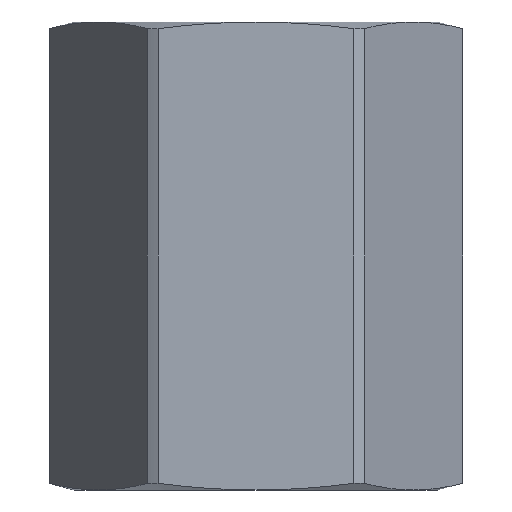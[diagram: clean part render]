
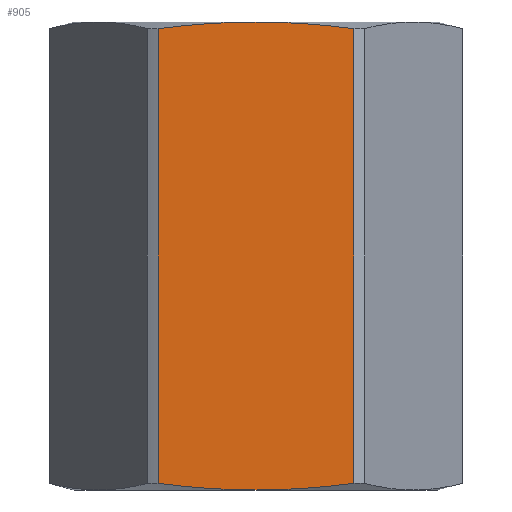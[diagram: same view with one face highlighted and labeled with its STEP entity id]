
A CAD part, front view. The second image highlights one B-rep face of the part: STEP entity #905.
In plain terms, the highlighted planar face has unit normal (0, -1, 0).
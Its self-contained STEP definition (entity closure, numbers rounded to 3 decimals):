
#9 = ORIENTED_EDGE ( 'NONE', *, *, #248, .F. ) ;
#20 = CARTESIAN_POINT ( 'NONE',  ( 1.262, -7., -9. ) ) ;
#33 = CARTESIAN_POINT ( 'NONE',  ( 3.769, -7., 8.745 ) ) ;
#36 = CARTESIAN_POINT ( 'NONE',  ( -3.769, -7., 8.745 ) ) ;
#55 = CARTESIAN_POINT ( 'NONE',  ( 2.517, -7., 8.904 ) ) ;
#66 = EDGE_CURVE ( 'NONE', #859, #1048, #169, .T. ) ;
#67 = CARTESIAN_POINT ( 'NONE',  ( 0., -7., 9. ) ) ;
#71 = B_SPLINE_CURVE_WITH_KNOTS ( 'NONE', 3,
 ( #782, #611, #55, #230 ),
 .UNSPECIFIED., .F., .F.,
 ( 4, 4 ),
 ( 0., 0.004 ),
 .UNSPECIFIED. ) ;
#76 = CARTESIAN_POINT ( 'NONE',  ( 3.769, -7., 8.745 ) ) ;
#92 = DIRECTION ( 'NONE',  ( -1., 0., 0. ) ) ;
#124 = VERTEX_POINT ( 'NONE', #33 ) ;
#132 = CARTESIAN_POINT ( 'NONE',  ( -1.262, -7., -9. ) ) ;
#157 = B_SPLINE_CURVE_WITH_KNOTS ( 'NONE', 3,
 ( #785, #132, #618, #364 ),
 .UNSPECIFIED., .F., .F.,
 ( 4, 4 ),
 ( 0., 0.004 ),
 .UNSPECIFIED. ) ;
#169 = B_SPLINE_CURVE_WITH_KNOTS ( 'NONE', 3,
 ( #1010, #268, #20, #264 ),
 .UNSPECIFIED., .F., .F.,
 ( 4, 4 ),
 ( 0., 0.004 ),
 .UNSPECIFIED. ) ;
#194 = PLANE ( 'NONE',  #971 ) ;
#212 = VECTOR ( 'NONE', #742, 1000. ) ;
#218 = CARTESIAN_POINT ( 'NONE',  ( -1.262, -7., 9. ) ) ;
#230 = CARTESIAN_POINT ( 'NONE',  ( 3.769, -7., 8.745 ) ) ;
#244 = ORIENTED_EDGE ( 'NONE', *, *, #668, .F. ) ;
#248 = EDGE_CURVE ( 'NONE', #366, #124, #71, .T. ) ;
#264 = CARTESIAN_POINT ( 'NONE',  ( 0., -7., -9. ) ) ;
#268 = CARTESIAN_POINT ( 'NONE',  ( 2.517, -7., -8.904 ) ) ;
#292 = EDGE_CURVE ( 'NONE', #579, #366, #491, .T. ) ;
#322 = CARTESIAN_POINT ( 'NONE',  ( 0., -7., 9. ) ) ;
#359 = EDGE_CURVE ( 'NONE', #124, #859, #484, .T. ) ;
#364 = CARTESIAN_POINT ( 'NONE',  ( -3.769, -7., -8.745 ) ) ;
#366 = VERTEX_POINT ( 'NONE', #322 ) ;
#417 = CARTESIAN_POINT ( 'NONE',  ( -3.769, -7., -8.745 ) ) ;
#421 = CARTESIAN_POINT ( 'NONE',  ( -3.769, -7., -8.745 ) ) ;
#484 = LINE ( 'NONE', #76, #837 ) ;
#489 = EDGE_CURVE ( 'NONE', #584, #579, #819, .T. ) ;
#491 = B_SPLINE_CURVE_WITH_KNOTS ( 'NONE', 3,
 ( #711, #623, #218, #67 ),
 .UNSPECIFIED., .F., .F.,
 ( 4, 4 ),
 ( 0., 0.004 ),
 .UNSPECIFIED. ) ;
#568 = DIRECTION ( 'NONE',  ( 0., -1., 0. ) ) ;
#579 = VERTEX_POINT ( 'NONE', #36 ) ;
#584 = VERTEX_POINT ( 'NONE', #417 ) ;
#607 = ORIENTED_EDGE ( 'NONE', *, *, #66, .F. ) ;
#611 = CARTESIAN_POINT ( 'NONE',  ( 1.262, -7., 9. ) ) ;
#618 = CARTESIAN_POINT ( 'NONE',  ( -2.517, -7., -8.904 ) ) ;
#623 = CARTESIAN_POINT ( 'NONE',  ( -2.517, -7., 8.904 ) ) ;
#668 = EDGE_CURVE ( 'NONE', #1048, #584, #157, .T. ) ;
#711 = CARTESIAN_POINT ( 'NONE',  ( -3.769, -7., 8.745 ) ) ;
#742 = DIRECTION ( 'NONE',  ( 0., 0., 1. ) ) ;
#782 = CARTESIAN_POINT ( 'NONE',  ( 0., -7., 9. ) ) ;
#785 = CARTESIAN_POINT ( 'NONE',  ( 0., -7., -9. ) ) ;
#799 = ORIENTED_EDGE ( 'NONE', *, *, #292, .F. ) ;
#806 = CARTESIAN_POINT ( 'NONE',  ( 3.769, -7., -8.745 ) ) ;
#814 = DIRECTION ( 'NONE',  ( 0., 0., -1. ) ) ;
#816 = ORIENTED_EDGE ( 'NONE', *, *, #489, .F. ) ;
#819 = LINE ( 'NONE', #421, #212 ) ;
#837 = VECTOR ( 'NONE', #814, 1000. ) ;
#845 = CARTESIAN_POINT ( 'NONE',  ( 0., -7., -9. ) ) ;
#859 = VERTEX_POINT ( 'NONE', #806 ) ;
#905 = ADVANCED_FACE ( 'NONE', ( #1001 ), #194, .T. ) ;
#909 = CARTESIAN_POINT ( 'NONE',  ( -4.041, -7., -9. ) ) ;
#971 = AXIS2_PLACEMENT_3D ( 'NONE', #909, #568, #92 ) ;
#975 = EDGE_LOOP ( 'NONE', ( #799, #816, #244, #607, #1006, #9 ) ) ;
#1001 = FACE_OUTER_BOUND ( 'NONE', #975, .T. ) ;
#1006 = ORIENTED_EDGE ( 'NONE', *, *, #359, .F. ) ;
#1010 = CARTESIAN_POINT ( 'NONE',  ( 3.769, -7., -8.745 ) ) ;
#1048 = VERTEX_POINT ( 'NONE', #845 ) ;
